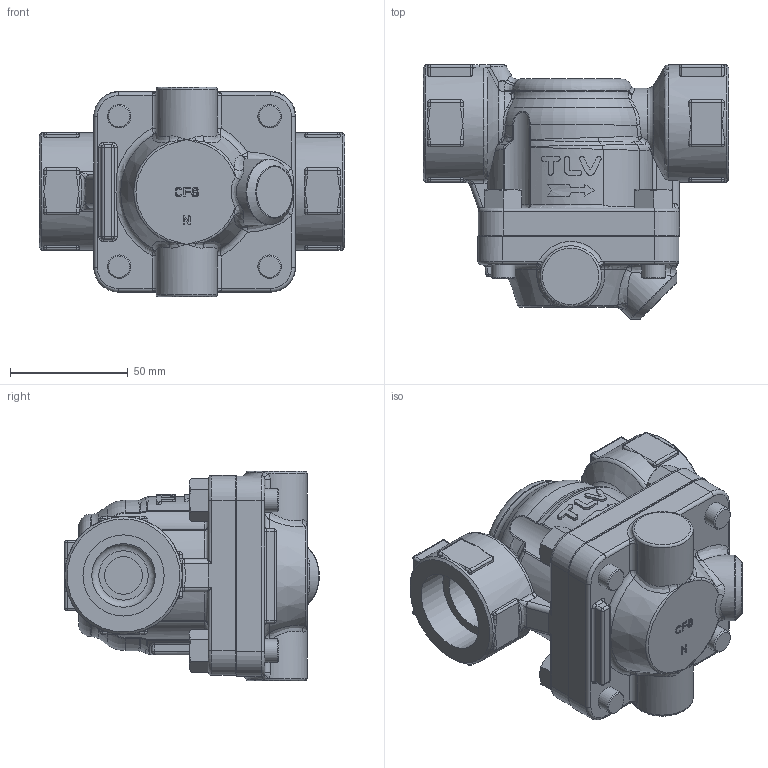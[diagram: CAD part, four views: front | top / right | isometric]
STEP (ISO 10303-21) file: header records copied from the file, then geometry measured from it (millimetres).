
FILE_DESCRIPTION(/* description */ (''),/* implementation_level */ '2;1');
FILE_NAME(/* name */ 's1nh2-025-sw000-00.stp',/* time_stamp */ '2026-01-21T10:24:38+09:00',/* author */ ('shibuya'),/* organization */ (''),/* preprocessor_version */ 'ST-DEVELOPER v20',/* originating_system */ 'Autodesk Inventor 2025',/* authorisation */ '');
FILE_SCHEMA (('AUTOMOTIVE_DESIGN { 1 0 10303 214 3 1 1 }'));
Length unit declared in the file: millimetre
Products named in the file (1): 25A_SW_SS1N-M2_ASSY
Bounding box: 130 x 108.21 x 89 mm (x, y, z)
Volume: 504452.3 mm3; surface area: 62224.2 mm2
Topology: 1 solids, 6 shells, 839 faces, 2068 edges, 1212 vertices
Faces by surface type: plane 268, cylinder 247, bspline 187, torus 52, cone 47, sphere 38
Full cylindrical faces by diameter (mm): 6 x1, 10 x8, 11 x4, 16 x1, 23 x1, 27 x2, 34.5 x2, 50 x2
Entity records: 30412 total; most frequent: CARTESIAN_POINT 11944, ORIENTED_EDGE 4030, DIRECTION 3601, EDGE_CURVE 2015, AXIS2_PLACEMENT_3D 1428, VERTEX_POINT 1212, EDGE_LOOP 871, FACE_OUTER_BOUND 839
